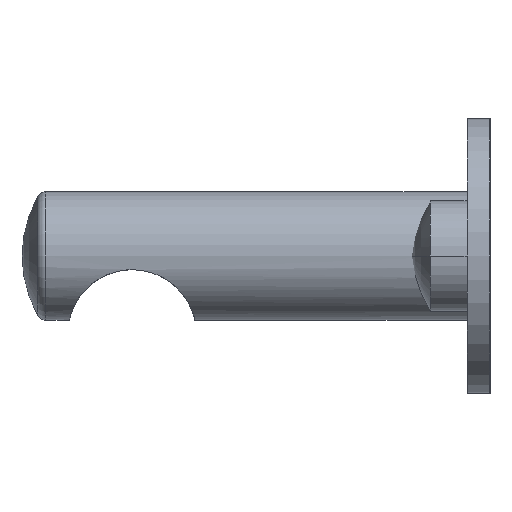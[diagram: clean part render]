
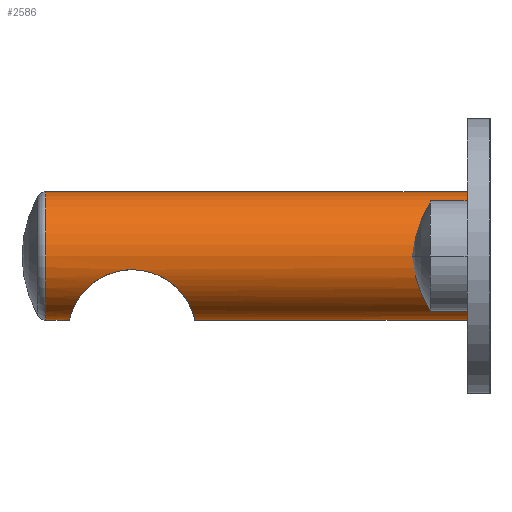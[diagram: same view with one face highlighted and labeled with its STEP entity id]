
A CAD part, left-side view. The second image highlights one B-rep face of the part: STEP entity #2586.
In plain terms, the highlighted cylindrical face has radius 7 mm (diameter 14 mm), a partial arc.
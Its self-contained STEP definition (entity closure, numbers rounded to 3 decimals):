
#35 = DIRECTION ( 'NONE',  ( 0., 0., 1. ) ) ;
#39 = DIRECTION ( 'NONE',  ( -1., 0., 0. ) ) ;
#41 = CARTESIAN_POINT ( 'NONE',  ( 0., 0., 0. ) ) ;
#408 = FACE_OUTER_BOUND ( 'NONE', #1610, .T. ) ;
#412 = CYLINDRICAL_SURFACE ( 'NONE', #2870, 7. ) ;
#657 = CARTESIAN_POINT ( 'NONE',  ( 37.051, 6.837, -1.5 ) ) ;
#735 = CARTESIAN_POINT ( 'NONE',  ( 36.5, 6.837, -1.5 ) ) ;
#793 = AXIS2_PLACEMENT_3D ( 'NONE', #1831, #1819, #1823 ) ;
#802 = AXIS2_PLACEMENT_3D ( 'NONE', #1979, #2013, #2007 ) ;
#938 = VERTEX_POINT ( 'NONE', #2290 ) ;
#975 = VERTEX_POINT ( 'NONE', #2285 ) ;
#978 = VERTEX_POINT ( 'NONE', #2300 ) ;
#993 = VERTEX_POINT ( 'NONE', #2289 ) ;
#1061 = VERTEX_POINT ( 'NONE', #1908 ) ;
#1079 = VERTEX_POINT ( 'NONE', #1887 ) ;
#1095 = VERTEX_POINT ( 'NONE', #1932 ) ;
#1199 = ORIENTED_EDGE ( 'NONE', *, *, #2708, .T. ) ;
#1243 = ORIENTED_EDGE ( 'NONE', *, *, #2675, .F. ) ;
#1244 = ORIENTED_EDGE ( 'NONE', *, *, #2736, .F. ) ;
#1258 = ORIENTED_EDGE ( 'NONE', *, *, #2680, .T. ) ;
#1268 = ORIENTED_EDGE ( 'NONE', *, *, #2689, .T. ) ;
#1277 = ORIENTED_EDGE ( 'NONE', *, *, #2725, .T. ) ;
#1279 = ORIENTED_EDGE ( 'NONE', *, *, #2691, .T. ) ;
#1384 = VECTOR ( 'NONE', #1756, 1000. ) ;
#1389 = LINE ( 'NONE', #2541, #1495 ) ;
#1393 = LINE ( 'NONE', #1771, #1384 ) ;
#1406 = CIRCLE ( 'NONE', #793, 7. ) ;
#1417 = LINE ( 'NONE', #2376, #1418 ) ;
#1418 = VECTOR ( 'NONE', #2396, 1000. ) ;
#1495 = VECTOR ( 'NONE', #2548, 1000. ) ;
#1610 = EDGE_LOOP ( 'NONE', ( #1258, #1199, #1279, #1268, #1277, #1244, #1243 ) ) ;
#1650 = CIRCLE ( 'NONE', #802, 7. ) ;
#1756 = DIRECTION ( 'NONE',  ( -1., 0., 0. ) ) ;
#1761 = CARTESIAN_POINT ( 'NONE',  ( 38.413, 6.775, -1.761 ) ) ;
#1771 = CARTESIAN_POINT ( 'NONE',  ( 0., 0., 7. ) ) ;
#1799 = CARTESIAN_POINT ( 'NONE',  ( 35.402, 6.819, -1.581 ) ) ;
#1800 = CARTESIAN_POINT ( 'NONE',  ( 34.32, 6.759, -1.825 ) ) ;
#1801 = CARTESIAN_POINT ( 'NONE',  ( 33.807, 6.709, -2.016 ) ) ;
#1803 = CARTESIAN_POINT ( 'NONE',  ( 36.225, 6.837, -1.5 ) ) ;
#1805 = CARTESIAN_POINT ( 'NONE',  ( 33.077, 6.581, -2.388 ) ) ;
#1807 = CARTESIAN_POINT ( 'NONE',  ( 35.95, 6.834, -1.516 ) ) ;
#1808 = CARTESIAN_POINT ( 'NONE',  ( 32.838, 6.53, -2.528 ) ) ;
#1809 = CARTESIAN_POINT ( 'NONE',  ( 32.391, 6.406, -2.827 ) ) ;
#1810 = CARTESIAN_POINT ( 'NONE',  ( 32.179, 6.334, -2.986 ) ) ;
#1812 = CARTESIAN_POINT ( 'NONE',  ( 31.594, 6.066, -3.5 ) ) ;
#1813 = CARTESIAN_POINT ( 'NONE',  ( 31.245, 5.838, -3.869 ) ) ;
#1818 = CARTESIAN_POINT ( 'NONE',  ( 31.781, 6.164, -3.323 ) ) ;
#1819 = DIRECTION ( 'NONE',  ( -1., 0., 0. ) ) ;
#1823 = DIRECTION ( 'NONE',  ( 0., 0., 1. ) ) ;
#1830 = CARTESIAN_POINT ( 'NONE',  ( 37.61, 6.824, -1.567 ) ) ;
#1831 = CARTESIAN_POINT ( 'NONE',  ( 45.92, 0., 0. ) ) ;
#1832 = CARTESIAN_POINT ( 'NONE',  ( 35.127, 6.808, -1.63 ) ) ;
#1833 = CARTESIAN_POINT ( 'NONE',  ( 36.5, 6.837, -1.5 ) ) ;
#1843 = CARTESIAN_POINT ( 'NONE',  ( 43.165, 2.941, -6.358 ) ) ;
#1844 = CARTESIAN_POINT ( 'NONE',  ( 42.907, 4.106, -5.675 ) ) ;
#1845 = CARTESIAN_POINT ( 'NONE',  ( 40.616, 6.404, -2.831 ) ) ;
#1846 = CARTESIAN_POINT ( 'NONE',  ( 30.798, 5.423, -4.432 ) ) ;
#1847 = CARTESIAN_POINT ( 'NONE',  ( 29.741, 2.183, -6.674 ) ) ;
#1848 = CARTESIAN_POINT ( 'NONE',  ( 29.663, 0.552, -7. ) ) ;
#1851 = CARTESIAN_POINT ( 'NONE',  ( 41.778, 5.848, -3.877 ) ) ;
#1852 = CARTESIAN_POINT ( 'NONE',  ( 39.934, 6.579, -2.394 ) ) ;
#1853 = CARTESIAN_POINT ( 'NONE',  ( 40.831, 6.33, -2.995 ) ) ;
#1854 = CARTESIAN_POINT ( 'NONE',  ( 39.447, 6.665, -2.145 ) ) ;
#1855 = CARTESIAN_POINT ( 'NONE',  ( 39.193, 6.699, -2.033 ) ) ;
#1856 = CARTESIAN_POINT ( 'NONE',  ( 31.085, 5.709, -4.058 ) ) ;
#1857 = CARTESIAN_POINT ( 'NONE',  ( 38.676, 6.754, -1.841 ) ) ;
#1858 = CARTESIAN_POINT ( 'NONE',  ( 29.972, 3.669, -5.968 ) ) ;
#1859 = CARTESIAN_POINT ( 'NONE',  ( 30.342, 4.73, -5.166 ) ) ;
#1860 = CARTESIAN_POINT ( 'NONE',  ( 29.92, 3.432, -6.107 ) ) ;
#1861 = CARTESIAN_POINT ( 'NONE',  ( 29.792, 2.699, -6.482 ) ) ;
#1862 = CARTESIAN_POINT ( 'NONE',  ( 29.676, 1.102, -6.935 ) ) ;
#1863 = CARTESIAN_POINT ( 'NONE',  ( 43.254, 2.174, -6.66 ) ) ;
#1864 = CARTESIAN_POINT ( 'NONE',  ( 43.199, 2.691, -6.468 ) ) ;
#1865 = CARTESIAN_POINT ( 'NONE',  ( 40.168, 6.528, -2.532 ) ) ;
#1866 = CARTESIAN_POINT ( 'NONE',  ( 30.169, 4.329, -5.507 ) ) ;
#1867 = CARTESIAN_POINT ( 'NONE',  ( 43.337, 0., -7. ) ) ;
#1868 = CARTESIAN_POINT ( 'NONE',  ( 43.337, 0.558, -7. ) ) ;
#1869 = CARTESIAN_POINT ( 'NONE',  ( 43.324, 1.104, -6.934 ) ) ;
#1870 = CARTESIAN_POINT ( 'NONE',  ( 30.443, 4.92, -4.985 ) ) ;
#1871 = CARTESIAN_POINT ( 'NONE',  ( 30.096, 4.117, -5.668 ) ) ;
#1873 = CARTESIAN_POINT ( 'NONE',  ( 30.671, 5.266, -4.619 ) ) ;
#1874 = CARTESIAN_POINT ( 'NONE',  ( 29.663, 0., -7. ) ) ;
#1876 = CARTESIAN_POINT ( 'NONE',  ( 43.031, 3.658, -5.974 ) ) ;
#1877 = CARTESIAN_POINT ( 'NONE',  ( 42.833, 4.323, -5.512 ) ) ;
#1878 = CARTESIAN_POINT ( 'NONE',  ( 43.276, 1.907, -6.741 ) ) ;
#1879 = CARTESIAN_POINT ( 'NONE',  ( 42.576, 4.923, -5.004 ) ) ;
#1880 = CARTESIAN_POINT ( 'NONE',  ( 42.356, 5.267, -4.636 ) ) ;
#1881 = CARTESIAN_POINT ( 'NONE',  ( 43.081, 3.425, -6.111 ) ) ;
#1882 = CARTESIAN_POINT ( 'NONE',  ( 41.434, 6.07, -3.507 ) ) ;
#1887 = CARTESIAN_POINT ( 'NONE',  ( 43.337, 0., -7. ) ) ;
#1908 = CARTESIAN_POINT ( 'NONE',  ( 0., 0., 7. ) ) ;
#1932 = CARTESIAN_POINT ( 'NONE',  ( 45.92, 0., 7. ) ) ;
#1979 = CARTESIAN_POINT ( 'NONE',  ( 0., 0., 0. ) ) ;
#2007 = DIRECTION ( 'NONE',  ( 0., 0., 1. ) ) ;
#2013 = DIRECTION ( 'NONE',  ( -1., 0., 0. ) ) ;
#2285 = CARTESIAN_POINT ( 'NONE',  ( 0., 0., -7. ) ) ;
#2289 = CARTESIAN_POINT ( 'NONE',  ( 45.92, 0., -7. ) ) ;
#2290 = CARTESIAN_POINT ( 'NONE',  ( 29.663, 0., -7. ) ) ;
#2300 = CARTESIAN_POINT ( 'NONE',  ( 36.5, 6.837, -1.5 ) ) ;
#2376 = CARTESIAN_POINT ( 'NONE',  ( 0., 0., -7. ) ) ;
#2396 = DIRECTION ( 'NONE',  ( -1., 0., 0. ) ) ;
#2541 = CARTESIAN_POINT ( 'NONE',  ( 0., 0., -7. ) ) ;
#2548 = DIRECTION ( 'NONE',  ( -1., 0., 0. ) ) ;
#2586 = ADVANCED_FACE ( 'NONE', ( #408 ), #412, .T. ) ;
#2675 = EDGE_CURVE ( 'NONE', #1095, #1061, #1393, .T. ) ;
#2680 = EDGE_CURVE ( 'NONE', #1095, #993, #1406, .T. ) ;
#2689 = EDGE_CURVE ( 'NONE', #978, #938, #3852, .T. ) ;
#2691 = EDGE_CURVE ( 'NONE', #1079, #978, #3853, .T. ) ;
#2708 = EDGE_CURVE ( 'NONE', #993, #1079, #1417, .T. ) ;
#2725 = EDGE_CURVE ( 'NONE', #938, #975, #1389, .T. ) ;
#2736 = EDGE_CURVE ( 'NONE', #1061, #975, #1650, .T. ) ;
#2870 = AXIS2_PLACEMENT_3D ( 'NONE', #41, #39, #35 ) ;
#3852 = B_SPLINE_CURVE_WITH_KNOTS ( 'NONE', 3,
 ( #1833, #1803, #1807, #1799, #1832, #1800, #1801, #1805, #1808, #1809, #1810, #1818, #1812, #1813, #1856, #1846, #1873, #1870, #1859, #1866, #1871, #1858, #1860, #1861, #1847, #1862, #1848, #1874 ),
 .UNSPECIFIED., .F., .F.,
 ( 4, 2, 2, 2, 2, 2, 2, 2, 2, 2, 2, 2, 2, 4 ),
 ( 0.013, 0.014, 0.015, 0.016, 0.017, 0.018, 0.019, 0.02, 0.021, 0.021, 0.022, 0.023, 0.025, 0.026 ),
 .UNSPECIFIED. ) ;
#3853 = B_SPLINE_CURVE_WITH_KNOTS ( 'NONE', 3,
 ( #1867, #1868, #1869, #1878, #1863, #1864, #1843, #1881, #1876, #1844, #1877, #1879, #1880, #1851, #1882, #1853, #1845, #1865, #1852, #1854, #1855, #1857, #1761, #1830, #657, #735 ),
 .UNSPECIFIED., .F., .F.,
 ( 4, 2, 2, 2, 2, 2, 2, 2, 2, 2, 2, 2, 4 ),
 ( 0., 0.002, 0.002, 0.003, 0.004, 0.005, 0.007, 0.008, 0.009, 0.01, 0.011, 0.012, 0.013 ),
 .UNSPECIFIED. ) ;
